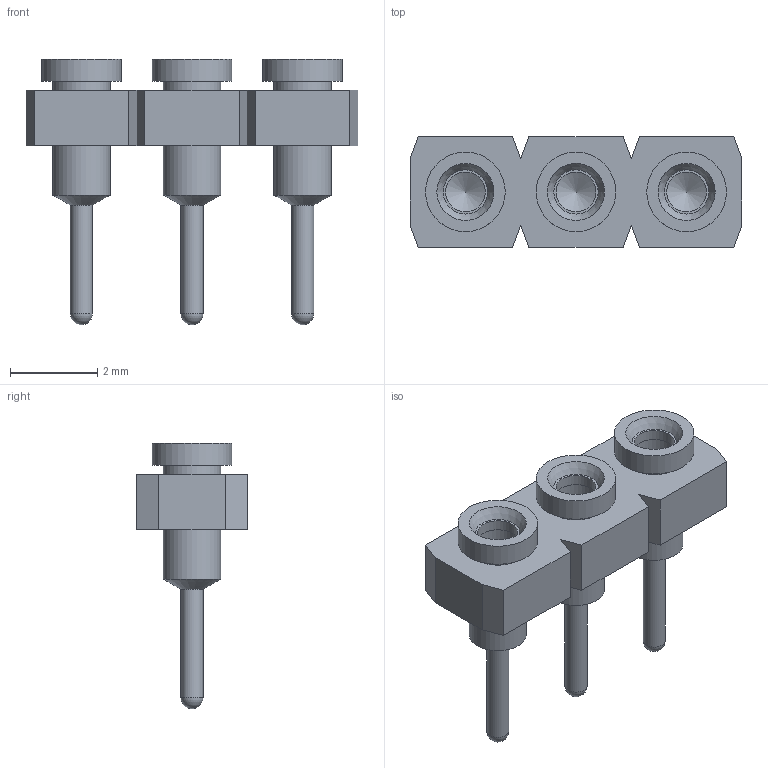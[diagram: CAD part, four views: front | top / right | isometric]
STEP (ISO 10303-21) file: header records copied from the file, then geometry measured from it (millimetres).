
FILE_DESCRIPTION(('FreeCAD Model'),'2;1');
FILE_NAME('Open CASCADE Shape Model','2025-01-11T13:10:31',(''),(''), 'Open CASCADE STEP processor 7.8','FreeCAD','Unknown');
FILE_SCHEMA(('AUTOMOTIVE_DESIGN { 1 0 10303 214 1 1 1 1 }'));
Length unit declared in the file: millimetre
Products named in the file (4): SL-103_socket; SC-4P1_pins003; SC-4P1_pins004; SC-4P1_pins005
Bounding box: 7.62 x 2.54 x 6.1 mm (x, y, z)
Volume: 28.8 mm3; surface area: 173.6 mm2
Topology: 4 solids, 4 shells, 73 faces, 159 edges, 103 vertices
Faces by surface type: plane 37, cylinder 21, cone 12, sphere 3
Full cylindrical faces by diameter (mm): 0.508 x3, 0.914 x3, 1.016 x3, 1.321 x9, 1.829 x3
Entity records: 2032 total; most frequent: CARTESIAN_POINT 378, DIRECTION 322, ORIENTED_EDGE 306, EDGE_CURVE 153, AXIS2_PLACEMENT_3D 131, VERTEX_POINT 103, FACE_BOUND 94, EDGE_LOOP 94
